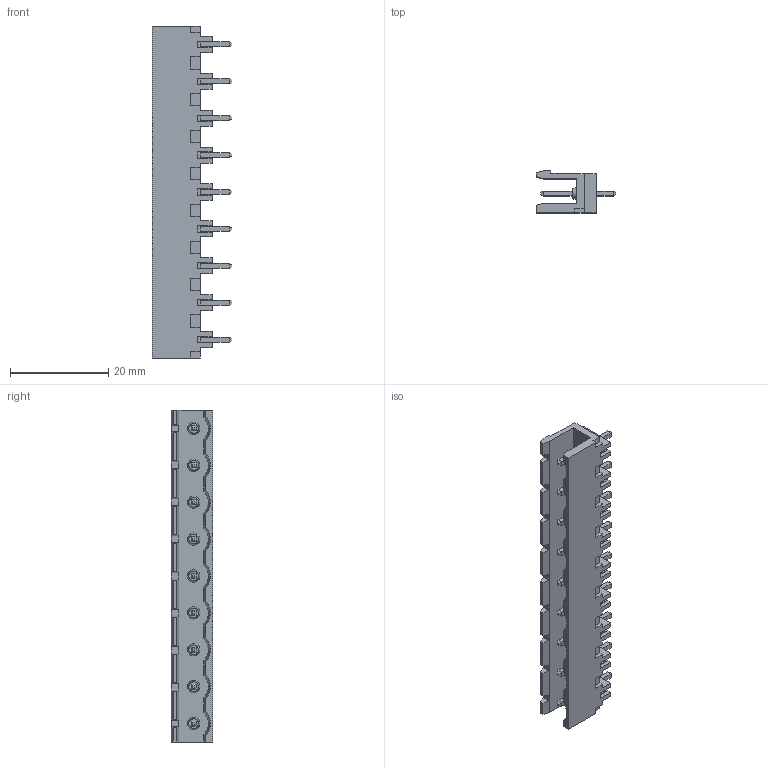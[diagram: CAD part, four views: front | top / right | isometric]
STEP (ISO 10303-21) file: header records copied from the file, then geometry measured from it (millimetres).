
FILE_DESCRIPTION(('STEP AP214'),'1');
FILE_NAME('PV09-7,5-V.stp','2021-01-27T10:20:19',(' '),(' '),'Spatial InterOp 3D',' ',' ');
FILE_SCHEMA(('AUTOMOTIVE_DESIGN { 1 0 10303 214 1 1 1 1 }'));
Length unit declared in the file: metre
Products named in the file (1): 1611742776
Bounding box: 16.2 x 8.5 x 67.5 mm (x, y, z)
Volume: 2744.4 mm3; surface area: 4997.9 mm2
Topology: 1 solids, 1 shells, 569 faces, 1491 edges, 955 vertices
Faces by surface type: plane 535, cone 18, cylinder 15, extrusion 1
Entity records: 21534 total; most frequent: CARTESIAN_POINT 3061, ORIENTED_EDGE 2946, DIRECTION 2649, EDGE_CURVE 1473, VECTOR 1397, LINE 1396, VERTEX_POINT 946, EDGE_LOOP 627
